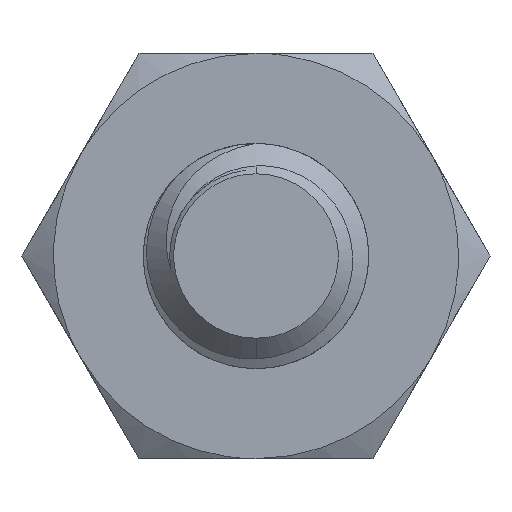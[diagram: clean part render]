
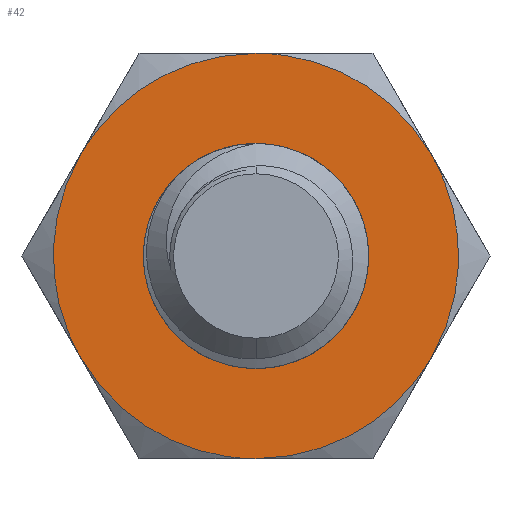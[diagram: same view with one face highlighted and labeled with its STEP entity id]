
A CAD part, front view. The second image highlights one B-rep face of the part: STEP entity #42.
In plain terms, the highlighted planar face has unit normal (0, -1, 0).
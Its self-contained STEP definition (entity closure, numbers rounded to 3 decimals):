
#24=FACE_BOUND('',#189,.T.);
#42=ADVANCED_FACE('',(#115,#24),#1128,.T.);
#115=FACE_OUTER_BOUND('',#188,.T.);
#188=EDGE_LOOP('',(#316,#317,#318,#319,#320,#321));
#189=EDGE_LOOP('',(#322,#323));
#316=ORIENTED_EDGE('',*,*,#693,.T.);
#317=ORIENTED_EDGE('',*,*,#692,.T.);
#318=ORIENTED_EDGE('',*,*,#697,.T.);
#319=ORIENTED_EDGE('',*,*,#696,.T.);
#320=ORIENTED_EDGE('',*,*,#695,.T.);
#321=ORIENTED_EDGE('',*,*,#694,.T.);
#322=ORIENTED_EDGE('',*,*,#635,.F.);
#323=ORIENTED_EDGE('',*,*,#690,.T.);
#635=EDGE_CURVE('',#1016,#1017,#913,.T.);
#690=EDGE_CURVE('',#1016,#1017,#944,.T.);
#692=EDGE_CURVE('',#1046,#1047,#945,.T.);
#693=EDGE_CURVE('',#1051,#1046,#946,.T.);
#694=EDGE_CURVE('',#1050,#1051,#947,.T.);
#695=EDGE_CURVE('',#1049,#1050,#948,.T.);
#696=EDGE_CURVE('',#1048,#1049,#949,.T.);
#697=EDGE_CURVE('',#1047,#1048,#950,.T.);
#913=(
BOUNDED_CURVE()
B_SPLINE_CURVE(2,(#6427,#6428,#6429,#6430,#6431),.UNSPECIFIED.,.F.,.F.)
B_SPLINE_CURVE_WITH_KNOTS((3,2,3),(0.,1.5,3.001),
 .UNSPECIFIED.)
CURVE()
GEOMETRIC_REPRESENTATION_ITEM()
RATIONAL_B_SPLINE_CURVE((1.,0.707,1.,0.707,1.))
REPRESENTATION_ITEM('')
);
#944=(
BOUNDED_CURVE()
B_SPLINE_CURVE(2,(#6950,#6951,#6952,#6953,#6954),.UNSPECIFIED.,.F.,.F.)
B_SPLINE_CURVE_WITH_KNOTS((3,2,3),(-3.001,-1.5,
0.),.UNSPECIFIED.)
CURVE()
GEOMETRIC_REPRESENTATION_ITEM()
RATIONAL_B_SPLINE_CURVE((1.,0.707,1.,0.707,1.))
REPRESENTATION_ITEM('')
);
#945=(
BOUNDED_CURVE()
B_SPLINE_CURVE(2,(#6961,#6962,#6963),.UNSPECIFIED.,.F.,.F.)
B_SPLINE_CURVE_WITH_KNOTS((3,3),(-2.356,0.),.UNSPECIFIED.)
CURVE()
GEOMETRIC_REPRESENTATION_ITEM()
RATIONAL_B_SPLINE_CURVE((1.,0.866,1.))
REPRESENTATION_ITEM('')
);
#946=(
BOUNDED_CURVE()
B_SPLINE_CURVE(2,(#6964,#6965,#6966),.UNSPECIFIED.,.F.,.F.)
B_SPLINE_CURVE_WITH_KNOTS((3,3),(-2.356,0.),.UNSPECIFIED.)
CURVE()
GEOMETRIC_REPRESENTATION_ITEM()
RATIONAL_B_SPLINE_CURVE((1.,0.866,1.))
REPRESENTATION_ITEM('')
);
#947=(
BOUNDED_CURVE()
B_SPLINE_CURVE(2,(#6967,#6968,#6969),.UNSPECIFIED.,.F.,.F.)
B_SPLINE_CURVE_WITH_KNOTS((3,3),(-2.356,0.),.UNSPECIFIED.)
CURVE()
GEOMETRIC_REPRESENTATION_ITEM()
RATIONAL_B_SPLINE_CURVE((1.,0.866,1.))
REPRESENTATION_ITEM('')
);
#948=(
BOUNDED_CURVE()
B_SPLINE_CURVE(2,(#6970,#6971,#6972),.UNSPECIFIED.,.F.,.F.)
B_SPLINE_CURVE_WITH_KNOTS((3,3),(-2.356,0.),.UNSPECIFIED.)
CURVE()
GEOMETRIC_REPRESENTATION_ITEM()
RATIONAL_B_SPLINE_CURVE((1.,0.866,1.))
REPRESENTATION_ITEM('')
);
#949=(
BOUNDED_CURVE()
B_SPLINE_CURVE(2,(#6973,#6974,#6975),.UNSPECIFIED.,.F.,.F.)
B_SPLINE_CURVE_WITH_KNOTS((3,3),(-2.356,0.),.UNSPECIFIED.)
CURVE()
GEOMETRIC_REPRESENTATION_ITEM()
RATIONAL_B_SPLINE_CURVE((1.,0.866,1.))
REPRESENTATION_ITEM('')
);
#950=(
BOUNDED_CURVE()
B_SPLINE_CURVE(2,(#6976,#6977,#6978),.UNSPECIFIED.,.F.,.F.)
B_SPLINE_CURVE_WITH_KNOTS((3,3),(-2.356,0.),.UNSPECIFIED.)
CURVE()
GEOMETRIC_REPRESENTATION_ITEM()
RATIONAL_B_SPLINE_CURVE((1.,0.866,1.))
REPRESENTATION_ITEM('')
);
#1016=VERTEX_POINT('',#6288);
#1017=VERTEX_POINT('',#6289);
#1046=VERTEX_POINT('',#6318);
#1047=VERTEX_POINT('',#6319);
#1048=VERTEX_POINT('',#6320);
#1049=VERTEX_POINT('',#6321);
#1050=VERTEX_POINT('',#6322);
#1051=VERTEX_POINT('',#6323);
#1128=PLANE('',#1221);
#1221=AXIS2_PLACEMENT_3D('',#1535,#1234,$);
#1234=DIRECTION('',(0.,-1.,0.));
#1535=CARTESIAN_POINT('',(56.882,0.,2.7));
#6288=CARTESIAN_POINT('',(60.,0.,-0.955));
#6289=CARTESIAN_POINT('',(60.,0.,0.955));
#6318=CARTESIAN_POINT('',(58.051,0.,-1.125));
#6319=CARTESIAN_POINT('',(60.,0.,-2.25));
#6320=CARTESIAN_POINT('',(61.949,0.,-1.125));
#6321=CARTESIAN_POINT('',(61.949,0.,1.125));
#6322=CARTESIAN_POINT('',(60.,0.,2.25));
#6323=CARTESIAN_POINT('',(58.051,0.,1.125));
#6427=CARTESIAN_POINT('',(60.,0.,-0.955));
#6428=CARTESIAN_POINT('',(60.955,0.,-0.955));
#6429=CARTESIAN_POINT('',(60.955,0.,0.));
#6430=CARTESIAN_POINT('',(60.955,0.,0.955));
#6431=CARTESIAN_POINT('',(60.,0.,0.955));
#6950=CARTESIAN_POINT('',(60.,0.,-0.955));
#6951=CARTESIAN_POINT('',(59.045,0.,-0.955));
#6952=CARTESIAN_POINT('',(59.045,0.,0.));
#6953=CARTESIAN_POINT('',(59.045,0.,0.955));
#6954=CARTESIAN_POINT('',(60.,0.,0.955));
#6961=CARTESIAN_POINT('',(58.051,0.,-1.125));
#6962=CARTESIAN_POINT('',(58.701,0.,-2.25));
#6963=CARTESIAN_POINT('',(60.,0.,-2.25));
#6964=CARTESIAN_POINT('',(58.051,0.,1.125));
#6965=CARTESIAN_POINT('',(57.402,0.,0.));
#6966=CARTESIAN_POINT('',(58.051,0.,-1.125));
#6967=CARTESIAN_POINT('',(60.,0.,2.25));
#6968=CARTESIAN_POINT('',(58.701,0.,2.25));
#6969=CARTESIAN_POINT('',(58.051,0.,1.125));
#6970=CARTESIAN_POINT('',(61.949,0.,1.125));
#6971=CARTESIAN_POINT('',(61.299,0.,2.25));
#6972=CARTESIAN_POINT('',(60.,0.,2.25));
#6973=CARTESIAN_POINT('',(61.949,0.,-1.125));
#6974=CARTESIAN_POINT('',(62.598,0.,0.));
#6975=CARTESIAN_POINT('',(61.949,0.,1.125));
#6976=CARTESIAN_POINT('',(60.,0.,-2.25));
#6977=CARTESIAN_POINT('',(61.299,0.,-2.25));
#6978=CARTESIAN_POINT('',(61.949,0.,-1.125));
